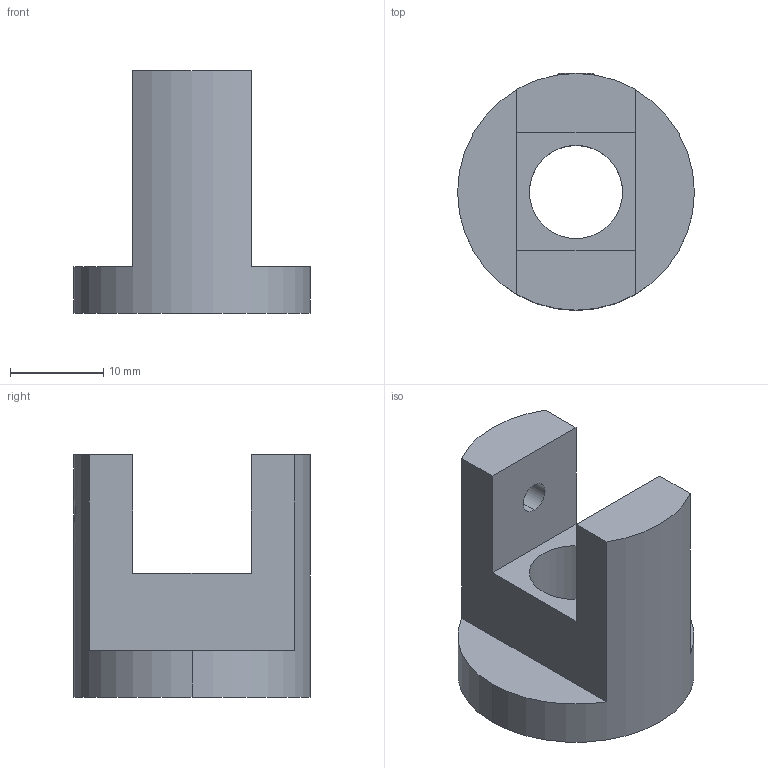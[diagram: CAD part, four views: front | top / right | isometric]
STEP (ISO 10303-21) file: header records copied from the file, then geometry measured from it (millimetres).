
FILE_DESCRIPTION (( 'STEP AP203' ), '1' );
FILE_NAME ('04CBM-1(M).STEP', '2016-03-03T02:40:28', ( '' ), ( '' ), 'SwSTEP 2.0', 'SolidWorks 2016', '' );
FILE_SCHEMA (( 'CONFIG_CONTROL_DESIGN' ));
Length unit declared in the file: millimetre
Products named in the file (1): 04CBM-1(M)
Bounding box: 25.4 x 25.4 x 26 mm (x, y, z)
Volume: 5908.9 mm3; surface area: 3288.1 mm2
Topology: 2 solids, 2 shells, 34 faces, 84 edges, 52 vertices
Faces by surface type: plane 18, cylinder 8, cone 8
Entity records: 1127 total; most frequent: CARTESIAN_POINT 251, DIRECTION 166, ORIENTED_EDGE 160, EDGE_CURVE 80, AXIS2_PLACEMENT_3D 59, VERTEX_POINT 52, LINE 48, VECTOR 48
